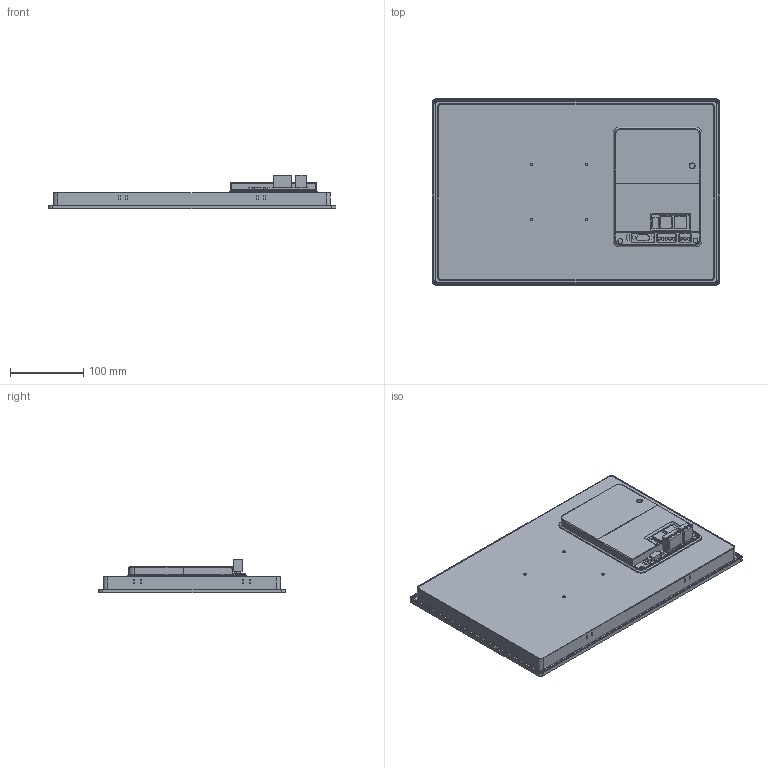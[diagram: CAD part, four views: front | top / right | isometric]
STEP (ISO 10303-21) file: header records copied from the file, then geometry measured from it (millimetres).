
FILE_DESCRIPTION (( 'STEP AP203' ), '1' );
FILE_NAME ('3D 斁麧錪 櫡翴錒 Pro-Screen 15 噘濇鍒.STEP', '2022-09-21T12:11:01', ( '' ), ( '' ), 'SwSTEP 2.0', 'SolidWorks 2021', '' );
FILE_SCHEMA (( 'CONFIG_CONTROL_DESIGN' ));
Length unit declared in the file: millimetre
Products named in the file (1): 3D 斁麧錪 櫡翴錒 Pro-Screen 15 噘濇鍒
Bounding box: 392.5 x 255 x 46.25 mm (x, y, z)
Volume: 2201005.3 mm3; surface area: 291449.3 mm2
Topology: 7 solids, 7 shells, 395 faces, 965 edges, 636 vertices
Faces by surface type: plane 284, cylinder 89, cone 16, bspline 2, sphere 2, torus 2
Entity records: 11915 total; most frequent: CARTESIAN_POINT 2382, DIRECTION 1931, ORIENTED_EDGE 1930, EDGE_CURVE 965, VECTOR 747, LINE 747, VERTEX_POINT 636, AXIS2_PLACEMENT_3D 592
